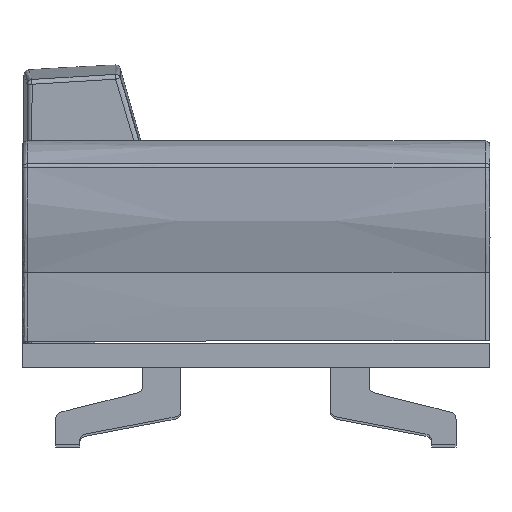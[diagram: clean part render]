
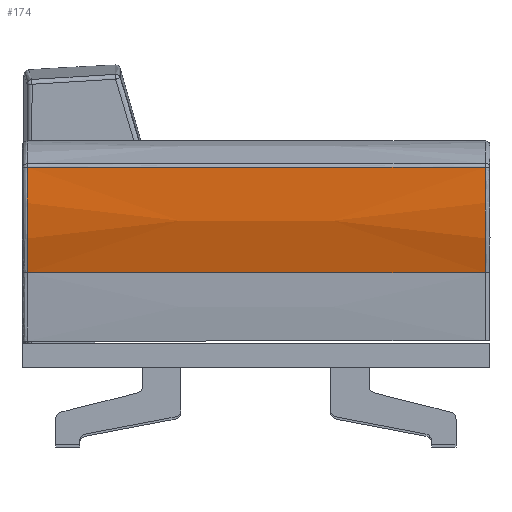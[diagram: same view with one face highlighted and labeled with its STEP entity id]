
A CAD part, left-side view. The second image highlights one B-rep face of the part: STEP entity #174.
In plain terms, the highlighted free-form (B-spline) face has degree [3, 2] with [4, 3] control points.
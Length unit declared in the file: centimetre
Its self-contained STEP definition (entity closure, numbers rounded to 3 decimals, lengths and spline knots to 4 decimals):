
#174=ADVANCED_FACE($,(#346),#1922,.T.);
#346=FACE_OUTER_BOUND($,#518,.T.);
#518=EDGE_LOOP($,(#1121,#1122,#1123,#1124));
#1121=ORIENTED_EDGE($,*,*,#1534,.F.);
#1122=ORIENTED_EDGE($,*,*,#1533,.F.);
#1123=ORIENTED_EDGE($,*,*,#1535,.F.);
#1124=ORIENTED_EDGE($,*,*,#1532,.F.);
#1532=EDGE_CURVE($,#1752,#1753,#2254,.T.);
#1533=EDGE_CURVE($,#1754,#1755,#2255,.T.);
#1534=EDGE_CURVE($,#1755,#1752,#2256,.T.);
#1535=EDGE_CURVE($,#1753,#1754,#2257,.T.);
#1752=VERTEX_POINT($,#6450);
#1753=VERTEX_POINT($,#6451);
#1754=VERTEX_POINT($,#6452);
#1755=VERTEX_POINT($,#6453);
#1922=(
BOUNDED_SURFACE()
B_SPLINE_SURFACE(3,2,((#6054,#6055,#6056),(#6057,#6058,#6059),(#6060,#6061,
#6062),(#6063,#6064,#6065)),.UNSPECIFIED.,.F.,.F.,.F.)
B_SPLINE_SURFACE_WITH_KNOTS((4,4),(3,3),(0.9999,95.9001),
(63.4457,85.6691),.UNSPECIFIED.)
GEOMETRIC_REPRESENTATION_ITEM()
RATIONAL_B_SPLINE_SURFACE(((0.999,0.975,1.),
(0.999,0.975,1.),(0.999,
0.975,1.),(0.999,0.975,
1.)))
REPRESENTATION_ITEM($)
SURFACE()
);
#2254=(
BOUNDED_CURVE()
B_SPLINE_CURVE(3,(#5850,#5851,#5852,#5853,#5854,#5855),.UNSPECIFIED.,.F.,
.F.)
B_SPLINE_CURVE_WITH_KNOTS((4,1,1,4),(0.4984,10.9664,
16.5554,22.2827),.UNSPECIFIED.)
CURVE()
GEOMETRIC_REPRESENTATION_ITEM()
RATIONAL_B_SPLINE_CURVE((1.,1.,1.,1.,1.,1.))
REPRESENTATION_ITEM($)
);
#2255=(
BOUNDED_CURVE()
B_SPLINE_CURVE(3,(#5856,#5857,#5858,#5859,#5860,#5861),.UNSPECIFIED.,.F.,
.F.)
B_SPLINE_CURVE_WITH_KNOTS((4,1,1,4),(0.0003,10.9664,
16.5554,21.7847),.UNSPECIFIED.)
CURVE()
GEOMETRIC_REPRESENTATION_ITEM()
RATIONAL_B_SPLINE_CURVE((1.,1.,1.,1.,1.,1.))
REPRESENTATION_ITEM($)
);
#2256=(
BOUNDED_CURVE()
B_SPLINE_CURVE(3,(#5862,#5863,#5864,#5865),.UNSPECIFIED.,.F.,.F.)
B_SPLINE_CURVE_WITH_KNOTS((4,4),(0.9998,95.8998),.UNSPECIFIED.)
CURVE()
GEOMETRIC_REPRESENTATION_ITEM()
RATIONAL_B_SPLINE_CURVE((1.,1.,1.,1.))
REPRESENTATION_ITEM($)
);
#2257=(
BOUNDED_CURVE()
B_SPLINE_CURVE(3,(#5866,#5867,#5868,#5869),.UNSPECIFIED.,.F.,.F.)
B_SPLINE_CURVE_WITH_KNOTS((4,4),(0.9999,95.8999),.UNSPECIFIED.)
CURVE()
GEOMETRIC_REPRESENTATION_ITEM()
RATIONAL_B_SPLINE_CURVE((1.,1.,1.,1.))
REPRESENTATION_ITEM($)
);
#5850=CARTESIAN_POINT($,(14135.8431,-2439.9821,41.5001));
#5851=CARTESIAN_POINT($,(14135.5378,-2439.9821,37.9529));
#5852=CARTESIAN_POINT($,(14135.6523,-2439.9822,32.4619));
#5853=CARTESIAN_POINT($,(14137.0108,-2439.9822,25.1661));
#5854=CARTESIAN_POINT($,(14138.1466,-2439.9822,21.4819));
#5855=CARTESIAN_POINT($,(14138.8281,-2439.9823,19.657));
#5856=CARTESIAN_POINT($,(14138.8326,-2345.0823,19.6241));
#5857=CARTESIAN_POINT($,(14137.5273,-2345.0822,23.118));
#5858=CARTESIAN_POINT($,(14136.1493,-2345.0822,28.6135));
#5859=CARTESIAN_POINT($,(14135.5755,-2345.0821,36.0125));
#5860=CARTESIAN_POINT($,(14135.6952,-2345.0821,39.6952));
#5861=CARTESIAN_POINT($,(14135.8475,-2345.0821,41.4672));
#5862=CARTESIAN_POINT($,(14135.8475,-2345.0821,41.4672));
#5863=CARTESIAN_POINT($,(14135.846,-2376.7154,41.4782));
#5864=CARTESIAN_POINT($,(14135.8446,-2408.3488,41.4891));
#5865=CARTESIAN_POINT($,(14135.8431,-2439.9821,41.5001));
#5866=CARTESIAN_POINT($,(14138.8281,-2439.9823,19.657));
#5867=CARTESIAN_POINT($,(14138.8296,-2408.3489,19.6461));
#5868=CARTESIAN_POINT($,(14138.8311,-2376.7156,19.6351));
#5869=CARTESIAN_POINT($,(14138.8326,-2345.0823,19.6241));
#6054=CARTESIAN_POINT($,(14135.8431,-2439.9823,41.5001));
#6055=CARTESIAN_POINT($,(14134.8756,-2439.9823,30.2424));
#6056=CARTESIAN_POINT($,(14138.8281,-2439.9823,19.657));
#6057=CARTESIAN_POINT($,(14135.8446,-2408.3489,41.4891));
#6058=CARTESIAN_POINT($,(14134.8771,-2408.3489,30.2314));
#6059=CARTESIAN_POINT($,(14138.8296,-2408.3489,19.6461));
#6060=CARTESIAN_POINT($,(14135.846,-2376.7155,41.4782));
#6061=CARTESIAN_POINT($,(14134.8786,-2376.7155,30.2205));
#6062=CARTESIAN_POINT($,(14138.8311,-2376.7155,19.6351));
#6063=CARTESIAN_POINT($,(14135.8475,-2345.0821,41.4672));
#6064=CARTESIAN_POINT($,(14134.88,-2345.0821,30.2095));
#6065=CARTESIAN_POINT($,(14138.8326,-2345.0821,19.6241));
#6450=CARTESIAN_POINT($,(14135.8431,-2439.9821,41.5001));
#6451=CARTESIAN_POINT($,(14138.8281,-2439.9823,19.657));
#6452=CARTESIAN_POINT($,(14138.8326,-2345.0823,19.6241));
#6453=CARTESIAN_POINT($,(14135.8475,-2345.0821,41.4672));
